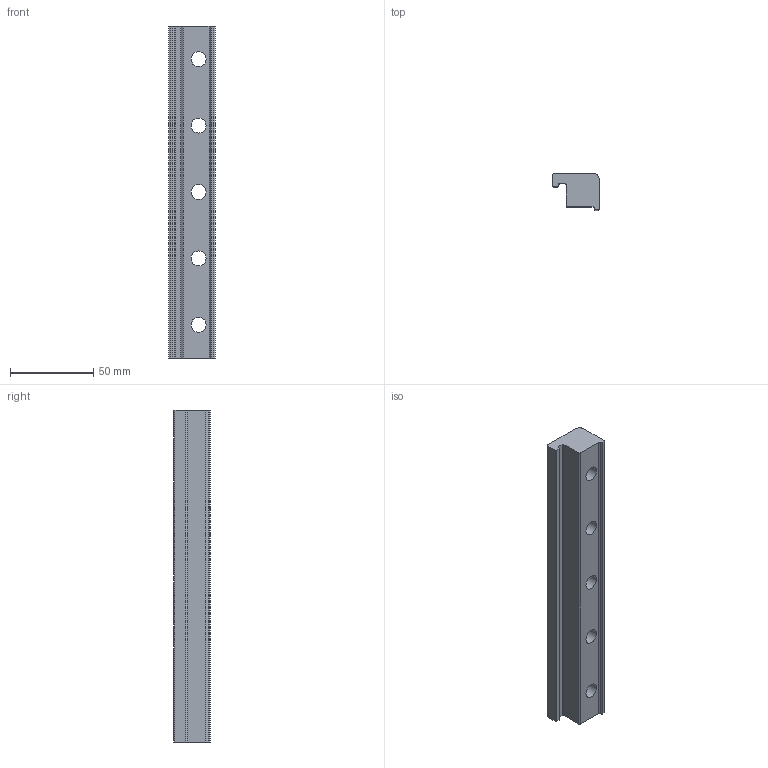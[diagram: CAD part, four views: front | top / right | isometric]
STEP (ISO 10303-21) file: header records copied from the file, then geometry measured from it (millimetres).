
FILE_DESCRIPTION((''),'2;1');
FILE_NAME('SZ6554N_A.stp','2013-08-30T12:12:54',('janine behrens'),(''),'Autodesk Inventor 2012','Autodesk Inventor 2012','');
FILE_SCHEMA(('AUTOMOTIVE_DESIGN { 1 0 10303 214 1 1 1 1 }'));
Length unit declared in the file: millimetre
Products named in the file (1): SZ6554N_A
Bounding box: 28 x 22 x 200 mm (x, y, z)
Volume: 80071.6 mm3; surface area: 23871.6 mm2
Topology: 1 solids, 1 shells, 37 faces, 105 edges, 70 vertices
Faces by surface type: cylinder 20, plane 17
Full cylindrical faces by diameter (mm): 9 x5, 15 x5
Entity records: 1205 total; most frequent: CARTESIAN_POINT 238, DIRECTION 201, ORIENTED_EDGE 180, EDGE_CURVE 90, AXIS2_PLACEMENT_3D 78, VERTEX_POINT 65, EDGE_LOOP 57, VECTOR 45
